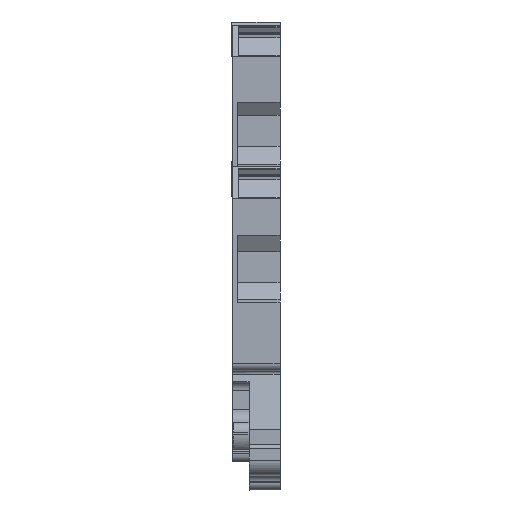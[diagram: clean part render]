
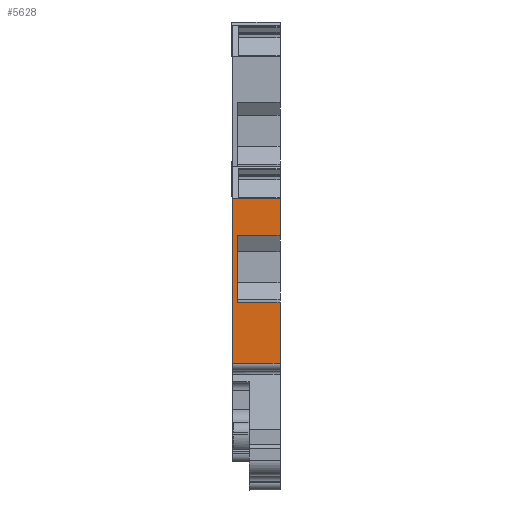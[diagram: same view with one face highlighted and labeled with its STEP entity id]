
A CAD part, front view. The second image highlights one B-rep face of the part: STEP entity #5628.
In plain terms, the highlighted planar face has unit normal (0, -1, 0).
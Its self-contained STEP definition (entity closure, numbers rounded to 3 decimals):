
#5592=AXIS2_PLACEMENT_3D('Plane Axis2P3D',#5589,#5590,#5591) ;
#1700=CARTESIAN_POINT('Vertex',(6.2,0.,37.55)) ;
#1703=CARTESIAN_POINT('Line Origine',(6.2,0.,35.189)) ;
#1707=CARTESIAN_POINT('Vertex',(6.2,0.,32.828)) ;
#1756=CARTESIAN_POINT('Vertex',(6.2,0.,24.221)) ;
#1759=CARTESIAN_POINT('Line Origine',(6.2,0.,20.285)) ;
#1763=CARTESIAN_POINT('Vertex',(6.2,0.,16.35)) ;
#3063=CARTESIAN_POINT('Vertex',(0.1,0.,16.35)) ;
#3066=CARTESIAN_POINT('Line Origine',(0.1,0.,26.95)) ;
#3070=CARTESIAN_POINT('Vertex',(0.1,0.,37.55)) ;
#5220=CARTESIAN_POINT('Line Origine',(3.15,0.,37.55)) ;
#5589=CARTESIAN_POINT('Axis2P3D Location',(0.2,0.,22.75)) ;
#5594=CARTESIAN_POINT('Line Origine',(0.7,0.,28.524)) ;
#5598=CARTESIAN_POINT('Vertex',(0.7,0.,32.828)) ;
#5600=CARTESIAN_POINT('Vertex',(0.7,0.,24.221)) ;
#5603=CARTESIAN_POINT('Line Origine',(3.45,0.,32.828)) ;
#5608=CARTESIAN_POINT('Line Origine',(3.15,0.,16.35)) ;
#5613=CARTESIAN_POINT('Line Origine',(3.45,0.,24.221)) ;
#1704=DIRECTION('Vector Direction',(0.,0.,-1.)) ;
#1760=DIRECTION('Vector Direction',(0.,0.,-1.)) ;
#3067=DIRECTION('Vector Direction',(0.,0.,-1.)) ;
#5221=DIRECTION('Vector Direction',(1.,0.,0.)) ;
#5590=DIRECTION('Axis2P3D Direction',(0.,1.,-0.)) ;
#5591=DIRECTION('Axis2P3D XDirection',(-1.,0.,0.)) ;
#5595=DIRECTION('Vector Direction',(0.,0.,-1.)) ;
#5604=DIRECTION('Vector Direction',(-1.,0.,0.)) ;
#5609=DIRECTION('Vector Direction',(-1.,0.,0.)) ;
#5614=DIRECTION('Vector Direction',(1.,0.,0.)) ;
#1705=VECTOR('Line Direction',#1704,1.) ;
#1761=VECTOR('Line Direction',#1760,1.) ;
#3068=VECTOR('Line Direction',#3067,1.) ;
#5222=VECTOR('Line Direction',#5221,1.) ;
#5596=VECTOR('Line Direction',#5595,1.) ;
#5605=VECTOR('Line Direction',#5604,1.) ;
#5610=VECTOR('Line Direction',#5609,1.) ;
#5615=VECTOR('Line Direction',#5614,1.) ;
#5619=ORIENTED_EDGE('',*,*,#5602,.F.) ;
#5620=ORIENTED_EDGE('',*,*,#5607,.F.) ;
#5621=ORIENTED_EDGE('',*,*,#1709,.F.) ;
#5622=ORIENTED_EDGE('',*,*,#5224,.F.) ;
#5623=ORIENTED_EDGE('',*,*,#3072,.T.) ;
#5624=ORIENTED_EDGE('',*,*,#5612,.F.) ;
#5625=ORIENTED_EDGE('',*,*,#1765,.F.) ;
#5626=ORIENTED_EDGE('',*,*,#5617,.F.) ;
#5628=ADVANCED_FACE('KLTR_DK4Q.1',(#5627),#5593,.F.) ;
#1709=EDGE_CURVE('',#1701,#1708,#1706,.T.) ;
#1765=EDGE_CURVE('',#1757,#1764,#1762,.T.) ;
#3072=EDGE_CURVE('',#3071,#3064,#3069,.T.) ;
#5224=EDGE_CURVE('',#3071,#1701,#5223,.T.) ;
#5602=EDGE_CURVE('',#5599,#5601,#5597,.T.) ;
#5607=EDGE_CURVE('',#1708,#5599,#5606,.T.) ;
#5612=EDGE_CURVE('',#1764,#3064,#5611,.T.) ;
#5617=EDGE_CURVE('',#5601,#1757,#5616,.T.) ;
#5618=EDGE_LOOP('',(#5619,#5620,#5621,#5622,#5623,#5624,#5625,#5626)) ;
#5627=FACE_OUTER_BOUND('',#5618,.T.) ;
#1706=LINE('Line',#1703,#1705) ;
#1762=LINE('Line',#1759,#1761) ;
#3069=LINE('Line',#3066,#3068) ;
#5223=LINE('Line',#5220,#5222) ;
#5597=LINE('Line',#5594,#5596) ;
#5606=LINE('Line',#5603,#5605) ;
#5611=LINE('Line',#5608,#5610) ;
#5616=LINE('Line',#5613,#5615) ;
#5593=PLANE('',#5592) ;
#1701=VERTEX_POINT('',#1700) ;
#1708=VERTEX_POINT('',#1707) ;
#1757=VERTEX_POINT('',#1756) ;
#1764=VERTEX_POINT('',#1763) ;
#3064=VERTEX_POINT('',#3063) ;
#3071=VERTEX_POINT('',#3070) ;
#5599=VERTEX_POINT('',#5598) ;
#5601=VERTEX_POINT('',#5600) ;
